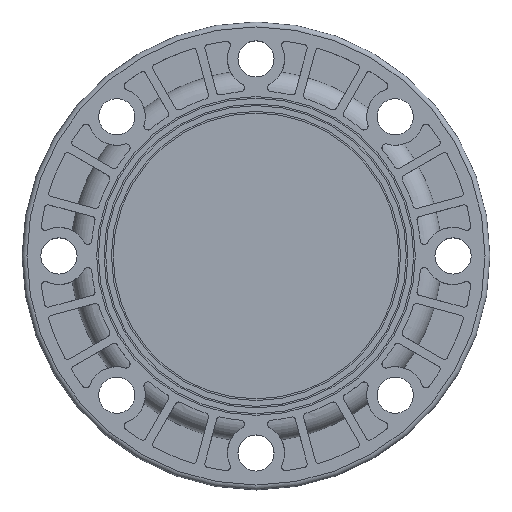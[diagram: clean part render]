
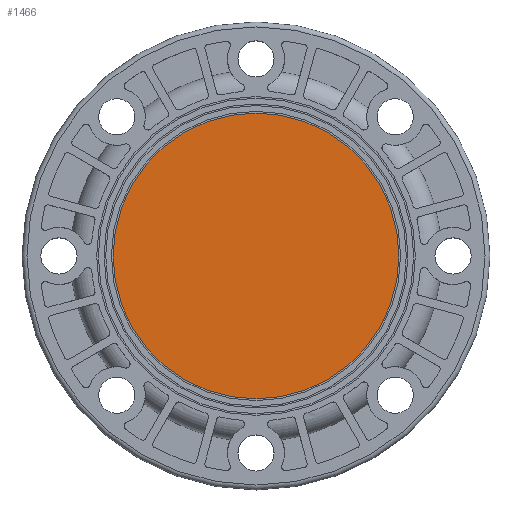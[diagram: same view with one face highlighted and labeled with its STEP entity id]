
A CAD part, top view. The second image highlights one B-rep face of the part: STEP entity #1466.
In plain terms, the highlighted planar face has unit normal (0, 0, 1).
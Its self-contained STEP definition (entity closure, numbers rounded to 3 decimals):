
#293=PLANE('',#8820);
#1466=ADVANCED_FACE('',(#2159),#293,.T.);
#2159=FACE_OUTER_BOUND('',#2655,.T.);
#2655=EDGE_LOOP('',(#4140));
#3222=CIRCLE('',#8817,87.05);
#4140=ORIENTED_EDGE('',*,*,#7406,.T.);
#6468=VERTEX_POINT('',#14753);
#7406=EDGE_CURVE('',#6468,#6468,#3222,.T.);
#8817=AXIS2_PLACEMENT_3D('',#14752,#10211,#10212);
#8820=AXIS2_PLACEMENT_3D('',#14756,#10217,#10218);
#10211=DIRECTION('',(0.,0.,1.));
#10212=DIRECTION('',(1.,0.,0.));
#10217=DIRECTION('',(0.,0.,1.));
#10218=DIRECTION('',(1.,0.,0.));
#14752=CARTESIAN_POINT('',(1754.,0.,24.2));
#14753=CARTESIAN_POINT('',(1841.05,0.,24.2));
#14756=CARTESIAN_POINT('',(1754.,0.,24.2));
